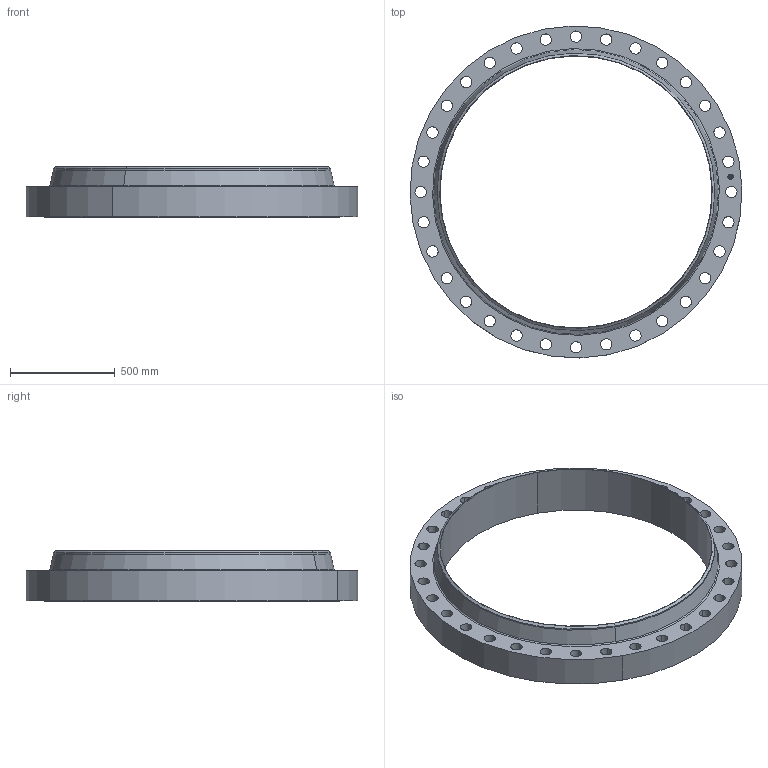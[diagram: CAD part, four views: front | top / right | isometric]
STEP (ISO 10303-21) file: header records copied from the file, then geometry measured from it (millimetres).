
FILE_DESCRIPTION(('3D STEP'),'2;1');
FILE_NAME('52-300-WELD-NECK-RF-XH-A-FLANGE.stp','2013-03-23T05:05:49+00:00',('Texas Flange'),(''),'CATIA Version 5 Release 20 SP 6 (IN-10)','CATIA V5 STEP AP214','800-826-3801');
FILE_SCHEMA(('AUTOMOTIVE_DESIGN { 1 0 10303 214 1 1 1 1 }'));
Length unit declared in the file: inch
Products named in the file (1): 52-300-WELD-NECK-RF-XH-A-FLANGE
Bounding box: 1580.71 x 1580.71 x 238.33 mm (x, y, z)
Volume: 89909182.6 mm3; surface area: 3904320.8 mm2
Topology: 1 solids, 1 shells, 467 faces, 1332 edges, 886 vertices
Faces by surface type: plane 369, cylinder 92, cone 4, torus 2
Entity records: 17302 total; most frequent: ORIENTED_EDGE 2664, CARTESIAN_POINT 2613, DIRECTION 2120, EDGE_CURVE 1332, VECTOR 1140, LINE 1140, VERTEX_POINT 886, AXIS2_PLACEMENT_3D 587
